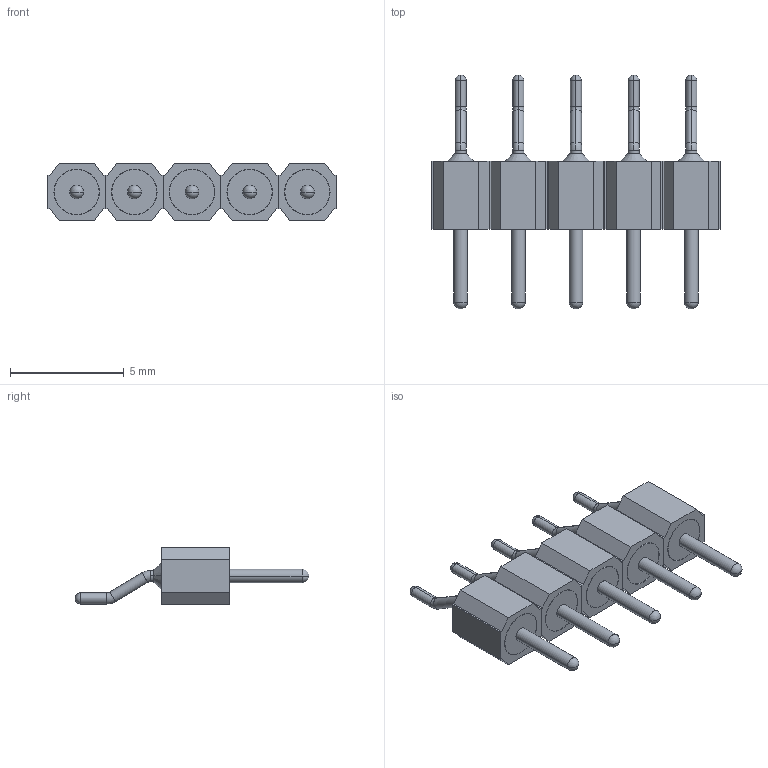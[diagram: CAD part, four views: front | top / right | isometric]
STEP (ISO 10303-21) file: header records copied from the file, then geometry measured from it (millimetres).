
FILE_DESCRIPTION (( 'STEP AP214' ), '1' );
FILE_NAME ('CONN-SMD_MH254RS-11-05-100.step', '2022-08-01T08:07:41', ( '' ), ( '' ), 'SwSTEP 2.0', 'SolidWorks 2020', '' );
FILE_SCHEMA (( 'AUTOMOTIVE_DESIGN' ));
Length unit declared in the file: millimetre
Products named in the file (1): CONN-SMD_MH254RS-11-05-100
Bounding box: 12.7 x 10.3 x 2.54 mm (x, y, z)
Volume: 96.2 mm3; surface area: 361 mm2
Topology: 18 solids, 18 shells, 536 faces, 1404 edges, 916 vertices
Faces by surface type: plane 291, bspline 135, cylinder 60, torus 20, sphere 20, cone 10
Entity records: 23083 total; most frequent: CARTESIAN_POINT 5956, ORIENTED_EDGE 2728, DIRECTION 2084, EDGE_CURVE 1364, VECTOR 900, LINE 900, VERTEX_POINT 896, AXIS2_PLACEMENT_3D 592
